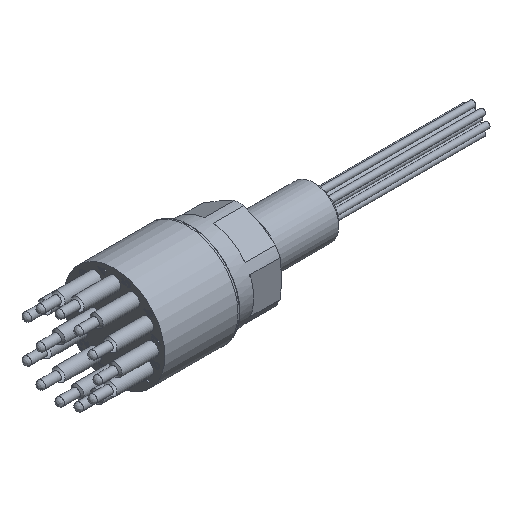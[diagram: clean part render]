
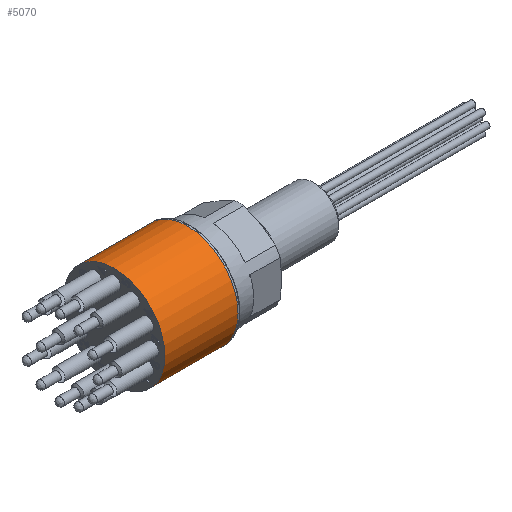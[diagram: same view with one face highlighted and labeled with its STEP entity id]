
A CAD part, isometric view. The second image highlights one B-rep face of the part: STEP entity #5070.
In plain terms, the highlighted cylindrical face has radius 12.675 mm (diameter 25.349 mm), a full revolution.
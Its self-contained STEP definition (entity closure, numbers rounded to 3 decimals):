
#468=CYLINDRICAL_SURFACE('',#5441,12.675);
#533=FACE_OUTER_BOUND('',#831,.T.);
#831=EDGE_LOOP('',(#3395,#3396,#3397,#3398));
#1169=LINE('',#7073,#1551);
#1551=VECTOR('',#5925,12.675);
#1966=CIRCLE('',#5440,12.675);
#1967=CIRCLE('',#5442,12.675);
#2150=VERTEX_POINT('',#7067);
#2151=VERTEX_POINT('',#7071);
#2644=EDGE_CURVE('',#2150,#2150,#1966,.T.);
#2646=EDGE_CURVE('',#2151,#2151,#1967,.T.);
#2647=EDGE_CURVE('',#2151,#2150,#1169,.T.);
#3395=ORIENTED_EDGE('',*,*,#2646,.F.);
#3396=ORIENTED_EDGE('',*,*,#2647,.T.);
#3397=ORIENTED_EDGE('',*,*,#2644,.F.);
#3398=ORIENTED_EDGE('',*,*,#2647,.F.);
#5070=ADVANCED_FACE('',(#533),#468,.T.);
#5440=AXIS2_PLACEMENT_3D('',#7068,#5918,#5919);
#5441=AXIS2_PLACEMENT_3D('',#7070,#5921,#5922);
#5442=AXIS2_PLACEMENT_3D('',#7072,#5923,#5924);
#5918=DIRECTION('center_axis',(1.,0.,0.));
#5919=DIRECTION('ref_axis',(0.,0.,1.));
#5921=DIRECTION('center_axis',(-1.,0.,0.));
#5922=DIRECTION('ref_axis',(0.,0.,1.));
#5923=DIRECTION('center_axis',(-1.,0.,0.));
#5924=DIRECTION('ref_axis',(0.,0.,1.));
#5925=DIRECTION('',(1.,0.,0.));
#7067=CARTESIAN_POINT('',(3.378,0.,-12.675));
#7068=CARTESIAN_POINT('Origin',(3.378,0.,0.));
#7070=CARTESIAN_POINT('Origin',(3.378,0.,0.));
#7071=CARTESIAN_POINT('',(-14.986,0.,-12.675));
#7072=CARTESIAN_POINT('Origin',(-14.986,0.,0.));
#7073=CARTESIAN_POINT('',(3.378,0.,-12.675));
